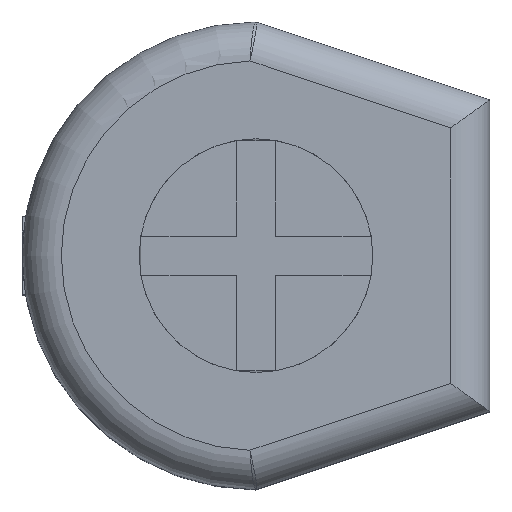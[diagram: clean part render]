
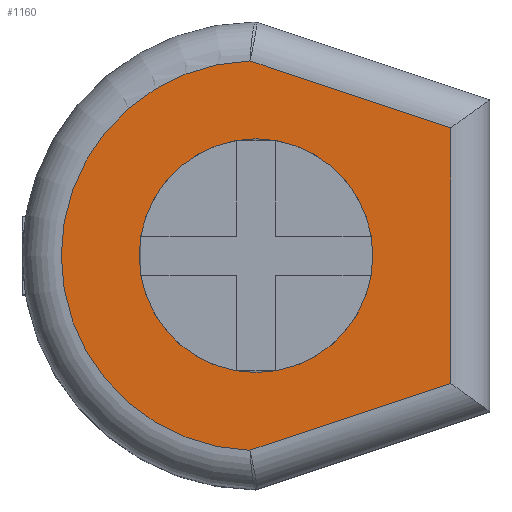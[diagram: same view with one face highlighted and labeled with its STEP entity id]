
A CAD part, top view. The second image highlights one B-rep face of the part: STEP entity #1160.
In plain terms, the highlighted planar face has unit normal (0, 0, 1).
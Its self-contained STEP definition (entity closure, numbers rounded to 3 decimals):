
#830 = VERTEX_POINT('',#831);
#831 = CARTESIAN_POINT('',(2.5,1.64,4.8));
#838 = EDGE_CURVE('',#830,#839,#841,.T.);
#839 = VERTEX_POINT('',#840);
#840 = CARTESIAN_POINT('',(-0.078,2.499,4.8));
#841 = LINE('',#842,#843);
#842 = CARTESIAN_POINT('',(2.842,1.526,4.8));
#843 = VECTOR('',#844,1.);
#844 = DIRECTION('',(-0.949,0.316,0.));
#865 = EDGE_CURVE('',#830,#866,#868,.T.);
#866 = VERTEX_POINT('',#867);
#867 = CARTESIAN_POINT('',(2.5,-1.64,4.8));
#868 = LINE('',#869,#870);
#869 = CARTESIAN_POINT('',(2.5,2.,4.8));
#870 = VECTOR('',#871,1.);
#871 = DIRECTION('',(0.,-1.,0.));
#900 = VERTEX_POINT('',#901);
#901 = CARTESIAN_POINT('',(-0.078,-2.499,4.8));
#910 = EDGE_CURVE('',#839,#900,#911,.T.);
#911 = CIRCLE('',#912,2.5);
#912 = AXIS2_PLACEMENT_3D('',#913,#914,#915);
#913 = CARTESIAN_POINT('',(0.,0.,4.8));
#914 = DIRECTION('',(0.,-0.,1.));
#915 = DIRECTION('',(0.,1.,0.));
#953 = EDGE_CURVE('',#900,#866,#954,.T.);
#954 = LINE('',#955,#956);
#955 = CARTESIAN_POINT('',(-0.158,-2.526,4.8));
#956 = VECTOR('',#957,1.);
#957 = DIRECTION('',(0.949,0.316,0.));
#1160 = ADVANCED_FACE('',(#1161,#1167),#1178,.F.);
#1161 = FACE_BOUND('',#1162,.F.);
#1162 = EDGE_LOOP('',(#1163,#1164,#1165,#1166));
#1163 = ORIENTED_EDGE('',*,*,#838,.F.);
#1164 = ORIENTED_EDGE('',*,*,#865,.T.);
#1165 = ORIENTED_EDGE('',*,*,#953,.F.);
#1166 = ORIENTED_EDGE('',*,*,#910,.F.);
#1167 = FACE_BOUND('',#1168,.F.);
#1168 = EDGE_LOOP('',(#1169));
#1169 = ORIENTED_EDGE('',*,*,#1170,.T.);
#1170 = EDGE_CURVE('',#1171,#1171,#1173,.T.);
#1171 = VERTEX_POINT('',#1172);
#1172 = CARTESIAN_POINT('',(1.5,0.,4.8));
#1173 = CIRCLE('',#1174,1.5);
#1174 = AXIS2_PLACEMENT_3D('',#1175,#1176,#1177);
#1175 = CARTESIAN_POINT('',(0.,0.,4.8));
#1176 = DIRECTION('',(0.,0.,1.));
#1177 = DIRECTION('',(1.,0.,0.));
#1178 = PLANE('',#1179);
#1179 = AXIS2_PLACEMENT_3D('',#1180,#1181,#1182);
#1180 = CARTESIAN_POINT('',(3.,2.,4.8));
#1181 = DIRECTION('',(0.,0.,-1.));
#1182 = DIRECTION('',(-1.,0.,0.));
